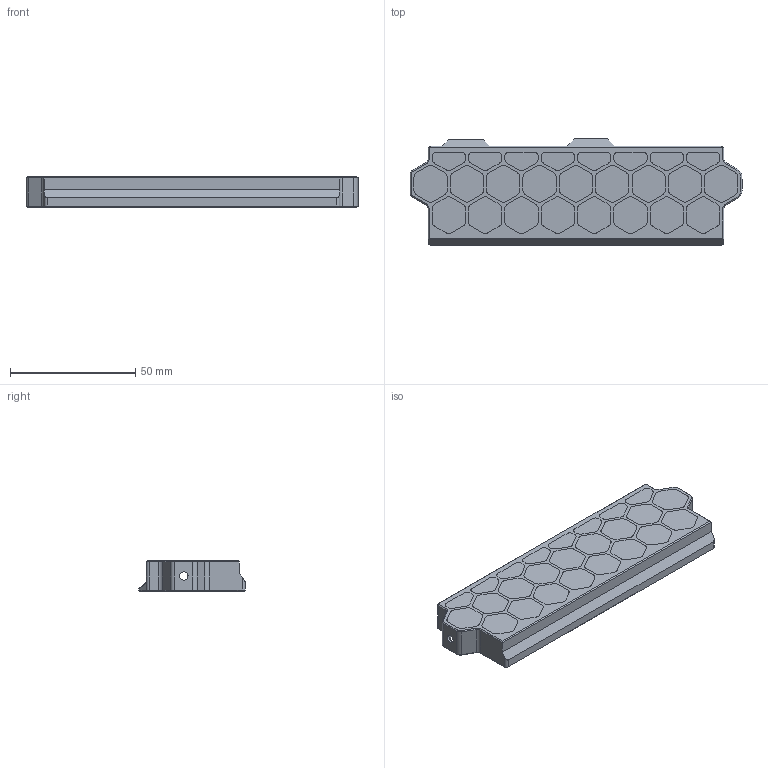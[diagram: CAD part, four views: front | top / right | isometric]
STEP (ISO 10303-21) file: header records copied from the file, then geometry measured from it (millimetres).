
FILE_DESCRIPTION(/* description */ (''),/* implementation_level */ '2;1');
FILE_NAME(/* name */ 'rear_skirt.step',/* time_stamp */ '2022-11-23T18:29:12-08:00',/* author */ (''),/* organization */ (''),/* preprocessor_version */ 'ST-DEVELOPER v19.2',/* originating_system */ 'Autodesk Translation Framework v11.17.0.187',/* authorisation */ '');
FILE_SCHEMA (('AUTOMOTIVE_DESIGN { 1 0 10303 214 3 1 1 }'));
Length unit declared in the file: millimetre
Products named in the file (2): rear_skirt; Inserts
Assembly tree (1 placements, depth 2):
  rear_skirt
    Inserts
Bounding box: 132.8 x 42.5 x 12 mm (x, y, z)
Volume: 19107.7 mm3; surface area: 22421.6 mm2
Topology: 26 solids, 26 shells, 1095 faces, 2827 edges, 1760 vertices
Faces by surface type: plane 564, cylinder 343, cone 180, torus 8
Full cylindrical faces by diameter (mm): 3.4 x2, 6 x2
Entity records: 33800 total; most frequent: CARTESIAN_POINT 6604, DIRECTION 5755, ORIENTED_EDGE 5654, EDGE_CURVE 2827, AXIS2_PLACEMENT_3D 1955, LINE 1845, VECTOR 1845, VERTEX_POINT 1760
